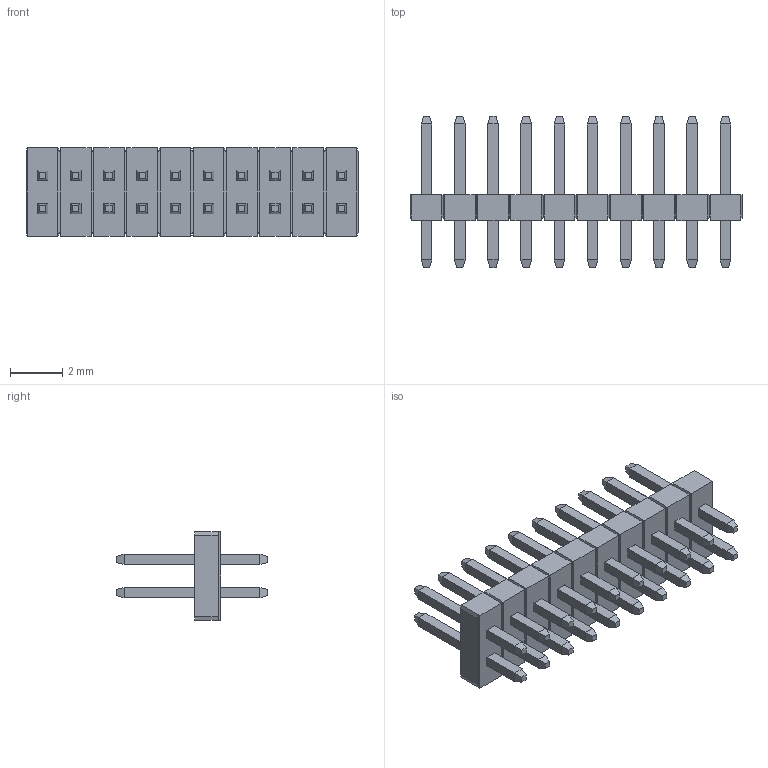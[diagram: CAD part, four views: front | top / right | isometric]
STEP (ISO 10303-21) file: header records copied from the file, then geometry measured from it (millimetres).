
FILE_DESCRIPTION( ('This file contains a STEP AP42 implementation' ,'as created by ZW3D STEP Interface translator.') ,'2;1' );
FILE_NAME( '1310-12XXXXS058XXXX.stp' ,'23 315.10 447', (''), ('ZWCAD Software Co.'), 'Version 1.0', 'ZW3D to STEP translator', '' );
FILE_SCHEMA(('AUTOMOTIVE_DESIGN { 1 0 10303 214 1 1 1 1 }'));
Length unit declared in the file: millimetre
Products named in the file (2): 0; 1310-1210XXS058XXXX
Bounding box: 12.7 x 5.8 x 3.4 mm (x, y, z)
Volume: 57.2 mm3; surface area: 335.8 mm2
Topology: 21 solids, 21 shells, 544 faces, 1226 edges, 724 vertices
Faces by surface type: plane 544
Entity records: 15091 total; most frequent: CARTESIAN_POINT 2495, ORIENTED_EDGE 2452, DIRECTION 2316, VECTOR 1226, LINE 1226, EDGE_CURVE 1226, VERTEX_POINT 724, EDGE_LOOP 584
